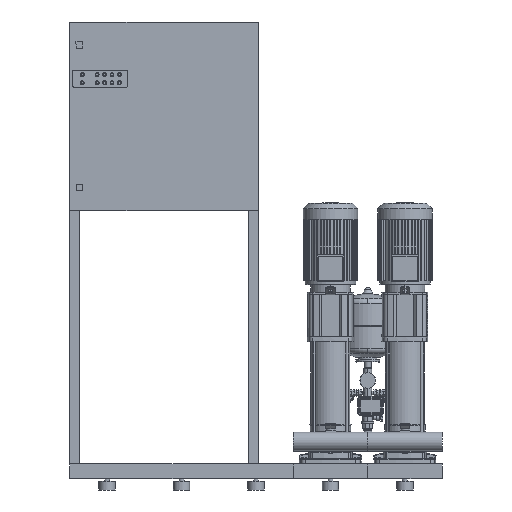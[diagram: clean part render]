
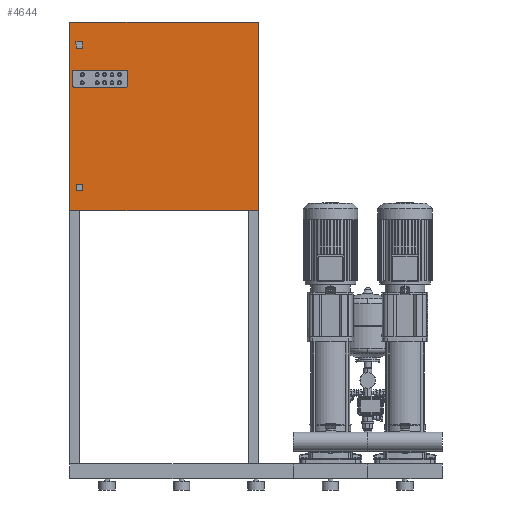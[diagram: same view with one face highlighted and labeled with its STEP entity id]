
A CAD part, front view. The second image highlights one B-rep face of the part: STEP entity #4644.
In plain terms, the highlighted planar face has unit normal (0, -1, 0).
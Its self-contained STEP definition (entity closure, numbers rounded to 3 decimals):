
#3535=CARTESIAN_POINT('',(-885.,-200.0,1690.0));
#3536=VERTEX_POINT('',#3535);
#3543=CARTESIAN_POINT('',(-890.,-200.0,1685.0));
#3544=VERTEX_POINT('',#3543);
#3545=CARTESIAN_POINT('',(-885.,-200.,1685.0));
#3546=DIRECTION('',(0.0,1.,0.0));
#3547=DIRECTION('',(-0.707,0.0,0.707));
#3548=AXIS2_PLACEMENT_3D('',#3545,#3546,#3547);
#3549=CIRCLE('',#3548,5.);
#3550=EDGE_CURVE('',#3544,#3536,#3549,.T.);
#3567=CARTESIAN_POINT('',(-890.,-200.0,1628.0));
#3568=VERTEX_POINT('',#3567);
#3569=CARTESIAN_POINT('',(-890.,-200.0,1628.0));
#3570=DIRECTION('',(0.0,0.0,1.0));
#3571=VECTOR('',#3570,57.0);
#3572=LINE('',#3569,#3571);
#3573=EDGE_CURVE('',#3568,#3544,#3572,.T.);
#3590=CARTESIAN_POINT('',(-885.,-200.0,1623.0));
#3591=VERTEX_POINT('',#3590);
#3592=CARTESIAN_POINT('',(-885.,-200.,1628.0));
#3593=DIRECTION('',(0.0,1.,0.0));
#3594=DIRECTION('',(-0.707,0.0,-0.707));
#3595=AXIS2_PLACEMENT_3D('',#3592,#3593,#3594);
#3596=CIRCLE('',#3595,5.);
#3597=EDGE_CURVE('',#3591,#3568,#3596,.T.);
#3617=CARTESIAN_POINT('',(-671.0,-200.0,1690.0));
#3618=VERTEX_POINT('',#3617);
#3625=CARTESIAN_POINT('',(-885.,-200.0,1690.0));
#3626=DIRECTION('',(1.0,0.0,0.0));
#3627=VECTOR('',#3626,214.);
#3628=LINE('',#3625,#3627);
#3629=EDGE_CURVE('',#3536,#3618,#3628,.T.);
#3640=CARTESIAN_POINT('',(-671.0,-200.0,1623.0));
#3641=VERTEX_POINT('',#3640);
#3642=CARTESIAN_POINT('',(-671.0,-200.0,1623.0));
#3643=DIRECTION('',(-1.0,0.0,0.0));
#3644=VECTOR('',#3643,214.);
#3645=LINE('',#3642,#3644);
#3646=EDGE_CURVE('',#3641,#3591,#3645,.T.);
#3665=CARTESIAN_POINT('',(-666.0,-200.0,1628.0));
#3666=VERTEX_POINT('',#3665);
#3667=CARTESIAN_POINT('',(-671.0,-200.,1628.0));
#3668=DIRECTION('',(0.0,1.0,0.0));
#3669=DIRECTION('',(0.0,0.0,1.0));
#3670=AXIS2_PLACEMENT_3D('',#3667,#3668,#3669);
#3671=CIRCLE('',#3670,5.);
#3672=EDGE_CURVE('',#3666,#3641,#3671,.T.);
#3690=CARTESIAN_POINT('',(-666.0,-200.0,1685.0));
#3691=VERTEX_POINT('',#3690);
#3692=CARTESIAN_POINT('',(-666.0,-200.0,1685.0));
#3693=DIRECTION('',(0.0,0.0,-1.0));
#3694=VECTOR('',#3693,57.0);
#3695=LINE('',#3692,#3694);
#3696=EDGE_CURVE('',#3691,#3666,#3695,.T.);
#3714=CARTESIAN_POINT('',(-671.0,-200.,1685.0));
#3715=DIRECTION('',(0.0,1.0,0.0));
#3716=DIRECTION('',(-1.0,0.0,0.0));
#3717=AXIS2_PLACEMENT_3D('',#3714,#3715,#3716);
#3718=CIRCLE('',#3717,5.);
#3719=EDGE_CURVE('',#3618,#3691,#3718,.T.);
#3771=CARTESIAN_POINT('',(-850.,-200.,1805.0));
#3772=VERTEX_POINT('',#3771);
#3779=CARTESIAN_POINT('',(-875.,-200.,1805.0));
#3780=VERTEX_POINT('',#3779);
#3781=CARTESIAN_POINT('',(-875.,-200.,1805.0));
#3782=DIRECTION('',(1.0,0.0,0.0));
#3783=VECTOR('',#3782,25.0);
#3784=LINE('',#3781,#3783);
#3785=EDGE_CURVE('',#3780,#3772,#3784,.T.);
#3803=CARTESIAN_POINT('',(-875.0,-200.,1780.0));
#3804=VERTEX_POINT('',#3803);
#3805=CARTESIAN_POINT('',(-875.0,-200.,1780.0));
#3806=DIRECTION('',(0.0,0.0,1.0));
#3807=VECTOR('',#3806,25.0);
#3808=LINE('',#3805,#3807);
#3809=EDGE_CURVE('',#3804,#3780,#3808,.T.);
#3827=CARTESIAN_POINT('',(-850.,-200.,1780.0));
#3828=VERTEX_POINT('',#3827);
#3829=CARTESIAN_POINT('',(-850.,-200.,1780.0));
#3830=DIRECTION('',(-1.0,0.0,0.0));
#3831=VECTOR('',#3830,25.);
#3832=LINE('',#3829,#3831);
#3833=EDGE_CURVE('',#3828,#3804,#3832,.T.);
#3851=CARTESIAN_POINT('',(-850.,-200.,1805.0));
#3852=DIRECTION('',(0.0,0.0,-1.0));
#3853=VECTOR('',#3852,25.0);
#3854=LINE('',#3851,#3853);
#3855=EDGE_CURVE('',#3772,#3828,#3854,.T.);
#3907=CARTESIAN_POINT('',(-850.,-200.,1205.0));
#3908=VERTEX_POINT('',#3907);
#3915=CARTESIAN_POINT('',(-850.,-200.,1230.0));
#3916=VERTEX_POINT('',#3915);
#3917=CARTESIAN_POINT('',(-850.,-200.,1230.0));
#3918=DIRECTION('',(0.0,0.0,-1.0));
#3919=VECTOR('',#3918,25.0);
#3920=LINE('',#3917,#3919);
#3921=EDGE_CURVE('',#3916,#3908,#3920,.T.);
#3945=CARTESIAN_POINT('',(-875.0,-200.,1205.0));
#3946=VERTEX_POINT('',#3945);
#3953=CARTESIAN_POINT('',(-850.,-200.,1205.0));
#3954=DIRECTION('',(-1.0,0.0,0.0));
#3955=VECTOR('',#3954,25.);
#3956=LINE('',#3953,#3955);
#3957=EDGE_CURVE('',#3908,#3946,#3956,.T.);
#3976=CARTESIAN_POINT('',(-875.0,-200.,1230.0));
#3977=VERTEX_POINT('',#3976);
#3984=CARTESIAN_POINT('',(-875.0,-200.,1205.0));
#3985=DIRECTION('',(0.0,0.0,1.0));
#3986=VECTOR('',#3985,25.0);
#3987=LINE('',#3984,#3986);
#3988=EDGE_CURVE('',#3946,#3977,#3987,.T.);
#4006=CARTESIAN_POINT('',(-875.0,-200.,1230.0));
#4007=DIRECTION('',(1.0,0.0,0.0));
#4008=VECTOR('',#4007,25.);
#4009=LINE('',#4006,#4008);
#4010=EDGE_CURVE('',#3977,#3916,#4009,.T.);
#4172=CARTESIAN_POINT('',(-900.,-200.0,1125.0));
#4173=VERTEX_POINT('',#4172);
#4180=CARTESIAN_POINT('',(-900.,-200.0,1885.0));
#4181=VERTEX_POINT('',#4180);
#4182=CARTESIAN_POINT('',(-900.,-200.0,1125.0));
#4183=DIRECTION('',(0.0,0.0,1.0));
#4184=VECTOR('',#4183,760.0);
#4185=LINE('',#4182,#4184);
#4186=EDGE_CURVE('',#4173,#4181,#4185,.T.);
#4402=CARTESIAN_POINT('',(-140.0,-200.0,1885.0));
#4403=VERTEX_POINT('',#4402);
#4404=CARTESIAN_POINT('',(-140.0,-200.0,1125.0));
#4405=VERTEX_POINT('',#4404);
#4406=CARTESIAN_POINT('',(-140.0,-200.0,1885.0));
#4407=DIRECTION('',(0.0,0.0,-1.0));
#4408=VECTOR('',#4407,760.0);
#4409=LINE('',#4406,#4408);
#4410=EDGE_CURVE('',#4403,#4405,#4409,.T.);
#4596=CARTESIAN_POINT('',(-900.,-200.0,1885.0));
#4597=DIRECTION('',(1.0,0.0,0.0));
#4598=VECTOR('',#4597,760.);
#4599=LINE('',#4596,#4598);
#4600=EDGE_CURVE('',#4181,#4403,#4599,.T.);
#4606=CARTESIAN_POINT('',(-600.0,-200.,1505.0));
#4607=DIRECTION('',(0.0,-1.0,0.0));
#4608=DIRECTION('',(1.0,0.0,0.0));
#4609=AXIS2_PLACEMENT_3D('',#4606,#4607,#4608);
#4610=PLANE('',#4609);
#4611=ORIENTED_EDGE('',*,*,#4600,.F.);
#4612=ORIENTED_EDGE('',*,*,#4186,.F.);
#4613=CARTESIAN_POINT('',(-140.0,-200.0,1125.0));
#4614=DIRECTION('',(-1.0,0.0,0.0));
#4615=VECTOR('',#4614,760.);
#4616=LINE('',#4613,#4615);
#4617=EDGE_CURVE('',#4405,#4173,#4616,.T.);
#4618=ORIENTED_EDGE('',*,*,#4617,.F.);
#4619=ORIENTED_EDGE('',*,*,#4410,.F.);
#4620=EDGE_LOOP('',(#4611,#4612,#4618,#4619));
#4621=FACE_OUTER_BOUND('',#4620,.T.);
#4622=ORIENTED_EDGE('',*,*,#3921,.T.);
#4623=ORIENTED_EDGE('',*,*,#3957,.T.);
#4624=ORIENTED_EDGE('',*,*,#3988,.T.);
#4625=ORIENTED_EDGE('',*,*,#4010,.T.);
#4626=EDGE_LOOP('',(#4622,#4623,#4624,#4625));
#4627=FACE_BOUND('',#4626,.T.);
#4628=ORIENTED_EDGE('',*,*,#3785,.T.);
#4629=ORIENTED_EDGE('',*,*,#3855,.T.);
#4630=ORIENTED_EDGE('',*,*,#3833,.T.);
#4631=ORIENTED_EDGE('',*,*,#3809,.T.);
#4632=EDGE_LOOP('',(#4628,#4629,#4630,#4631));
#4633=FACE_BOUND('',#4632,.T.);
#4634=ORIENTED_EDGE('',*,*,#3550,.T.);
#4635=ORIENTED_EDGE('',*,*,#3629,.T.);
#4636=ORIENTED_EDGE('',*,*,#3719,.T.);
#4637=ORIENTED_EDGE('',*,*,#3696,.T.);
#4638=ORIENTED_EDGE('',*,*,#3672,.T.);
#4639=ORIENTED_EDGE('',*,*,#3646,.T.);
#4640=ORIENTED_EDGE('',*,*,#3597,.T.);
#4641=ORIENTED_EDGE('',*,*,#3573,.T.);
#4642=EDGE_LOOP('',(#4634,#4635,#4636,#4637,#4638,#4639,#4640,#4641));
#4643=FACE_BOUND('',#4642,.T.);
#4644=ADVANCED_FACE('',(#4621,#4627,#4633,#4643),#4610,.T.);
